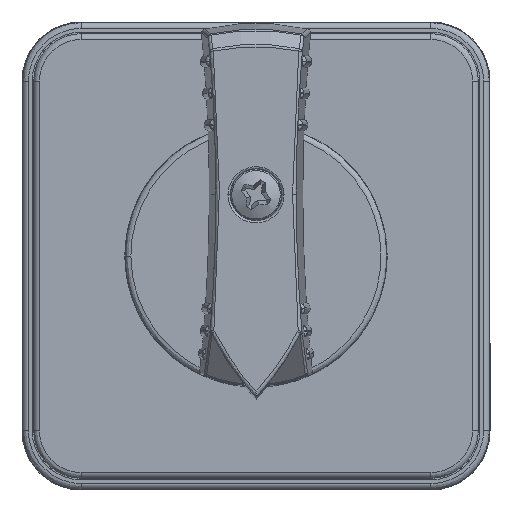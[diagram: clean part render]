
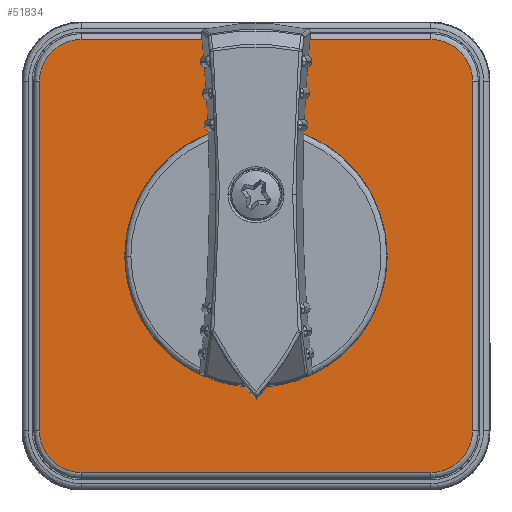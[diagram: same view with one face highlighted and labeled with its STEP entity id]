
A CAD part, front view. The second image highlights one B-rep face of the part: STEP entity #51834.
In plain terms, the highlighted planar face has unit normal (0, -1, 0).
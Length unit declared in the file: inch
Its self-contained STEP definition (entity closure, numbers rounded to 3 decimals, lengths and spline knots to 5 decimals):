
#104 = EDGE_CURVE ( 'NONE', #49022, #41344, #89394, .T. ) ;
#619 = VERTEX_POINT ( 'NONE', #46638 ) ;
#5260 = FACE_OUTER_BOUND ( 'NONE', #86638, .T. ) ;
#6714 = DIRECTION ( 'NONE',  ( 0., 1., 0. ) ) ;
#8989 = ORIENTED_EDGE ( 'NONE', *, *, #79987, .T. ) ;
#9114 = VECTOR ( 'NONE', #68095, 39.37008 ) ;
#9132 = LINE ( 'NONE', #68472, #39781 ) ;
#10521 = CARTESIAN_POINT ( 'NONE',  ( -1.16929, -0.8189, 1.07634 ) ) ;
#11496 = CARTESIAN_POINT ( 'NONE',  ( 0., -0.8189, 0.4626 ) ) ;
#14431 = VERTEX_POINT ( 'NONE', #83029 ) ;
#18763 = ORIENTED_EDGE ( 'NONE', *, *, #88753, .F. ) ;
#18891 =( BOUNDED_CURVE ( )  B_SPLINE_CURVE ( 3, ( #18954, #10521, #69313, #103469 ),
 .UNSPECIFIED., .F., .T. ) 
 B_SPLINE_CURVE_WITH_KNOTS ( ( 4, 4 ),
 ( 0., 1. ),
 .UNSPECIFIED. ) 
 CURVE ( )  GEOMETRIC_REPRESENTATION_ITEM ( )  RATIONAL_B_SPLINE_CURVE ( ( 1., 0.805, 0.805, 1. ) ) 
 REPRESENTATION_ITEM ( '' )  );
#18954 = CARTESIAN_POINT ( 'NONE',  ( -1.16929, -0.8189, 0.94488 ) ) ;
#20206 = ORIENTED_EDGE ( 'NONE', *, *, #67429, .F. ) ;
#21018 = CARTESIAN_POINT ( 'NONE',  ( -1.16929, -0.8189, 0.94488 ) ) ;
#21625 = CARTESIAN_POINT ( 'NONE',  ( 0.94488, -0.8189, -1.16929 ) ) ;
#22531 =( BOUNDED_CURVE ( )  B_SPLINE_CURVE ( 3, ( #60984, #50407, #52617, #84549 ),
 .UNSPECIFIED., .F., .T. ) 
 B_SPLINE_CURVE_WITH_KNOTS ( ( 4, 4 ),
 ( 0., 1. ),
 .UNSPECIFIED. ) 
 CURVE ( )  GEOMETRIC_REPRESENTATION_ITEM ( )  RATIONAL_B_SPLINE_CURVE ( ( 1., 0.805, 0.805, 1. ) ) 
 REPRESENTATION_ITEM ( '' )  );
#23165 = DIRECTION ( 'NONE',  ( 0., -1., 0. ) ) ;
#30521 = CARTESIAN_POINT ( 'NONE',  ( 0., -0.8189, 0. ) ) ;
#32700 = CIRCLE ( 'NONE', #50503, 0.4626 ) ;
#33437 = LINE ( 'NONE', #67549, #9114 ) ;
#35259 = CIRCLE ( 'NONE', #40618, 0.4626 ) ;
#37215 = ORIENTED_EDGE ( 'NONE', *, *, #58246, .T. ) ;
#39781 = VECTOR ( 'NONE', #102637, 39.37008 ) ;
#40618 = AXIS2_PLACEMENT_3D ( 'NONE', #41961, #6714, #76096 ) ;
#41023 = CARTESIAN_POINT ( 'NONE',  ( 1.07634, -0.8189, 1.16929 ) ) ;
#41344 = VERTEX_POINT ( 'NONE', #44503 ) ;
#41578 = CARTESIAN_POINT ( 'NONE',  ( 1.16929, -0.8189, 0.94488 ) ) ;
#41961 = CARTESIAN_POINT ( 'NONE',  ( 0., -0.8189, 0. ) ) ;
#42509 = VECTOR ( 'NONE', #87809, 39.37008 ) ;
#43445 = CARTESIAN_POINT ( 'NONE',  ( 1.07634, -0.8189, -1.16929 ) ) ;
#44503 = CARTESIAN_POINT ( 'NONE',  ( 0.94488, -0.8189, -1.16929 ) ) ;
#44618 = VERTEX_POINT ( 'NONE', #55676 ) ;
#45105 = CARTESIAN_POINT ( 'NONE',  ( 1.16929, -0.8189, -1.07634 ) ) ;
#46638 = CARTESIAN_POINT ( 'NONE',  ( -1.16929, -0.8189, -0.94488 ) ) ;
#49022 = VERTEX_POINT ( 'NONE', #83689 ) ;
#50407 = CARTESIAN_POINT ( 'NONE',  ( -1.07634, -0.8189, -1.16929 ) ) ;
#50503 = AXIS2_PLACEMENT_3D ( 'NONE', #30521, #98817, #56255 ) ;
#51834 = ADVANCED_FACE ( 'NONE', ( #74628, #5260 ), #100941, .T. ) ;
#52617 = CARTESIAN_POINT ( 'NONE',  ( -1.16929, -0.8189, -1.07634 ) ) ;
#52725 = ORIENTED_EDGE ( 'NONE', *, *, #81879, .F. ) ;
#52958 = CARTESIAN_POINT ( 'NONE',  ( 1.16929, -0.8189, -0.94488 ) ) ;
#55676 = CARTESIAN_POINT ( 'NONE',  ( -0.94488, -0.8189, 1.16929 ) ) ;
#56255 = DIRECTION ( 'NONE',  ( 0., 0., -1. ) ) ;
#58246 = EDGE_CURVE ( 'NONE', #86229, #85673, #32700, .T. ) ;
#58355 = CARTESIAN_POINT ( 'NONE',  ( 0.94488, -0.8189, 1.16929 ) ) ;
#60422 = AXIS2_PLACEMENT_3D ( 'NONE', #66215, #23165, #91988 ) ;
#60984 = CARTESIAN_POINT ( 'NONE',  ( -0.94488, -0.8189, -1.16929 ) ) ;
#61890 = CARTESIAN_POINT ( 'NONE',  ( 0.94488, -0.8189, -1.16929 ) ) ;
#62962 = VECTOR ( 'NONE', #97209, 39.37008 ) ;
#66215 = CARTESIAN_POINT ( 'NONE',  ( 0.94488, -0.8189, 0.94488 ) ) ;
#66790 = ORIENTED_EDGE ( 'NONE', *, *, #102866, .F. ) ;
#67171 = CARTESIAN_POINT ( 'NONE',  ( 1.16929, -0.8189, 0.94488 ) ) ;
#67429 = EDGE_CURVE ( 'NONE', #86115, #92587, #94409, .T. ) ;
#67513 = CARTESIAN_POINT ( 'NONE',  ( 0.94488, -0.8189, 1.16929 ) ) ;
#67549 = CARTESIAN_POINT ( 'NONE',  ( 0.94488, -0.8189, 1.16929 ) ) ;
#68095 = DIRECTION ( 'NONE',  ( 1., 0., 0. ) ) ;
#68472 = CARTESIAN_POINT ( 'NONE',  ( 1.16929, -0.8189, 0.94488 ) ) ;
#68564 = ORIENTED_EDGE ( 'NONE', *, *, #80510, .F. ) ;
#69313 = CARTESIAN_POINT ( 'NONE',  ( -1.07634, -0.8189, 1.16929 ) ) ;
#72775 = ORIENTED_EDGE ( 'NONE', *, *, #96912, .F. ) ;
#74628 = FACE_BOUND ( 'NONE', #108374, .T. ) ;
#76096 = DIRECTION ( 'NONE',  ( 0., 0., -1. ) ) ;
#79987 = EDGE_CURVE ( 'NONE', #85673, #86229, #35259, .T. ) ;
#80510 = EDGE_CURVE ( 'NONE', #44618, #86115, #33437, .T. ) ;
#81506 = LINE ( 'NONE', #21625, #62962 ) ;
#81879 = EDGE_CURVE ( 'NONE', #41344, #14431, #81506, .T. ) ;
#83029 = CARTESIAN_POINT ( 'NONE',  ( -0.94488, -0.8189, -1.16929 ) ) ;
#83689 = CARTESIAN_POINT ( 'NONE',  ( 1.16929, -0.8189, -0.94488 ) ) ;
#84549 = CARTESIAN_POINT ( 'NONE',  ( -1.16929, -0.8189, -0.94488 ) ) ;
#85673 = VERTEX_POINT ( 'NONE', #92996 ) ;
#86115 = VERTEX_POINT ( 'NONE', #67513 ) ;
#86229 = VERTEX_POINT ( 'NONE', #11496 ) ;
#86638 = EDGE_LOOP ( 'NONE', ( #66790, #18763, #92940, #52725, #110240, #72775, #20206, #68564 ) ) ;
#87264 = CARTESIAN_POINT ( 'NONE',  ( -1.16929, -0.8189, 0.94488 ) ) ;
#87809 = DIRECTION ( 'NONE',  ( 0., 0., 1. ) ) ;
#88389 = LINE ( 'NONE', #87264, #42509 ) ;
#88753 = EDGE_CURVE ( 'NONE', #619, #102262, #88389, .T. ) ;
#89394 =( BOUNDED_CURVE ( )  B_SPLINE_CURVE ( 3, ( #52958, #45105, #43445, #61890 ),
 .UNSPECIFIED., .F., .T. ) 
 B_SPLINE_CURVE_WITH_KNOTS ( ( 4, 4 ),
 ( 0., 1. ),
 .UNSPECIFIED. ) 
 CURVE ( )  GEOMETRIC_REPRESENTATION_ITEM ( )  RATIONAL_B_SPLINE_CURVE ( ( 1., 0.805, 0.805, 1. ) ) 
 REPRESENTATION_ITEM ( '' )  );
#91988 = DIRECTION ( 'NONE',  ( 0., 0., -1. ) ) ;
#92587 = VERTEX_POINT ( 'NONE', #67171 ) ;
#92940 = ORIENTED_EDGE ( 'NONE', *, *, #100806, .F. ) ;
#92996 = CARTESIAN_POINT ( 'NONE',  ( 0., -0.8189, -0.4626 ) ) ;
#94409 =( BOUNDED_CURVE ( )  B_SPLINE_CURVE ( 3, ( #58355, #41023, #109893, #41578 ),
 .UNSPECIFIED., .F., .T. ) 
 B_SPLINE_CURVE_WITH_KNOTS ( ( 4, 4 ),
 ( 0., 1. ),
 .UNSPECIFIED. ) 
 CURVE ( )  GEOMETRIC_REPRESENTATION_ITEM ( )  RATIONAL_B_SPLINE_CURVE ( ( 1., 0.805, 0.805, 1. ) ) 
 REPRESENTATION_ITEM ( '' )  );
#96912 = EDGE_CURVE ( 'NONE', #92587, #49022, #9132, .T. ) ;
#97209 = DIRECTION ( 'NONE',  ( -1., 0., 0. ) ) ;
#98817 = DIRECTION ( 'NONE',  ( 0., 1., 0. ) ) ;
#100806 = EDGE_CURVE ( 'NONE', #14431, #619, #22531, .T. ) ;
#100941 = PLANE ( 'NONE',  #60422 ) ;
#102262 = VERTEX_POINT ( 'NONE', #21018 ) ;
#102637 = DIRECTION ( 'NONE',  ( 0., 0., -1. ) ) ;
#102866 = EDGE_CURVE ( 'NONE', #102262, #44618, #18891, .T. ) ;
#103469 = CARTESIAN_POINT ( 'NONE',  ( -0.94488, -0.8189, 1.16929 ) ) ;
#108374 = EDGE_LOOP ( 'NONE', ( #8989, #37215 ) ) ;
#109893 = CARTESIAN_POINT ( 'NONE',  ( 1.16929, -0.8189, 1.07634 ) ) ;
#110240 = ORIENTED_EDGE ( 'NONE', *, *, #104, .F. ) ;
